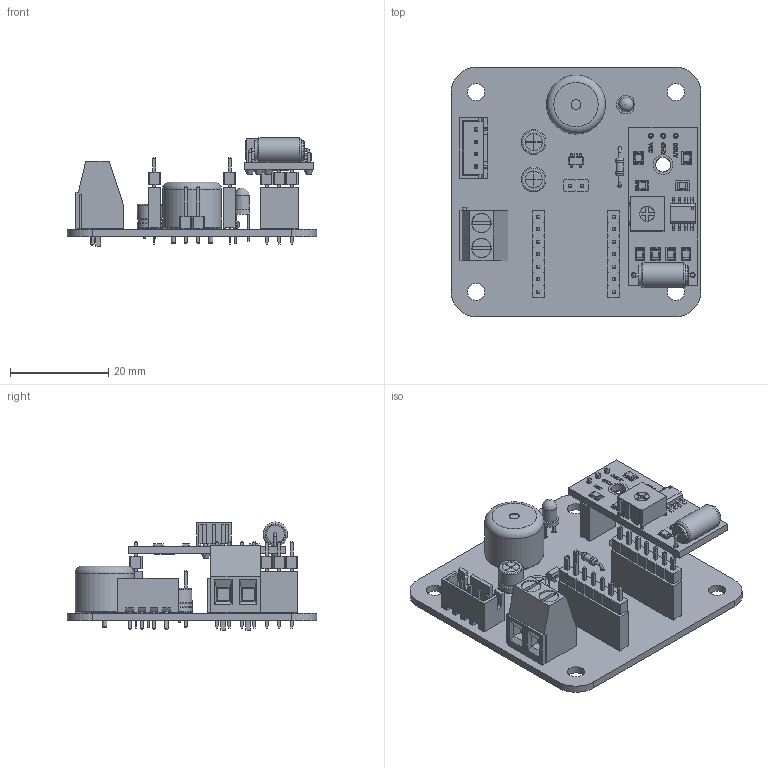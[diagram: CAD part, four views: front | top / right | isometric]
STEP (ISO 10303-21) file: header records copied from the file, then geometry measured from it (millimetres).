
FILE_DESCRIPTION(('KiCad electronic assembly'),'2;1');
FILE_NAME('ForestWatcher.step','2025-09-15T22:22:09',('Pcbnew'),('Kicad' ),'Open CASCADE STEP processor 7.8','KiCad to STEP converter', 'Unknown');
FILE_SCHEMA(('AUTOMOTIVE_DESIGN { 1 0 10303 214 1 1 1 1 }'));
Length unit declared in the file: millimetre
Products named in the file (38): ForestWatcher 1; LED_D3.0mm; PinHeader_1x02_P2.54mm_Vertical; SOT-23-5; JST_XH_B4B-XH-A_1x04_P2.50mm_Vertical; PinSocket_1x03_P2.54mm_Vertical; PinHeader_1x03_P2.54mm_Vertical; SW-420 v2; Trimpot; Fusion002; Fusion003; Pad013; Fusion009; Fusion010; Fusion011; Fusion016; Pad014; Pad015; Fusion017; Fusion018; Fusion019; Fusion020; ShapeString003; ShapeString; ShapeString001; Cono001; Cono002; Cono003; Cono004; Cono005; Buzzer_12x9.5RM7.6; PinSocket_1x07_P2.54mm_Vertical; PinHeader_1x07_P2.54mm_Vertical; TerminalBlock_Phoenix_MKDS-1,5-2-5.08_1x02_P5.08mm_Horizontal; C_Radial_D5.0mm_H5.0mm_P2.00mm; R_Axial_DIN0204_L3.6mm_D1.6mm_P7.62mm_Horizontal; ForestWatcher_PCB; ForestWatcher 2
Assembly tree (39 placements, depth 3):
  ForestWatcher 1
    LED_D3.0mm
    PinHeader_1x02_P2.54mm_Vertical
    SOT-23-5
    JST_XH_B4B-XH-A_1x04_P2.50mm_Vertical
    PinSocket_1x03_P2.54mm_Vertical
    PinHeader_1x03_P2.54mm_Vertical
    SW-420 v2
      Trimpot
      Fusion002
      Fusion003
      Pad013
      Fusion009
      Fusion010
      Fusion011
      Fusion016
      Pad014
      Pad015
      Fusion017
      Fusion018
      Fusion019
      Fusion020
      ShapeString003
      ShapeString
      ShapeString001
      Cono001
      Cono002
      Cono003
      Cono004
      Cono005
    Buzzer_12x9.5RM7.6
    PinSocket_1x07_P2.54mm_Vertical  x2
    PinHeader_1x07_P2.54mm_Vertical  x2
    TerminalBlock_Phoenix_MKDS-1,5-2-5.08_1x02_P5.08mm_Horizontal
    C_Radial_D5.0mm_H5.0mm_P2.00mm  x2
    R_Axial_DIN0204_L3.6mm_D1.6mm_P7.62mm_Horizontal
    ForestWatcher_PCB
  ForestWatcher 2
Bounding box: 50.8 x 50.8 x 22 mm (x, y, z)
Volume: 8702 mm3; surface area: 12790.9 mm2
Topology: 43 solids, 55 shells, 1963 faces, 4934 edges, 3192 vertices
Faces by surface type: plane 1735, cylinder 158, bspline 46, torus 14, cone 5, revolution 4, sphere 1
Full cylindrical faces by diameter (mm): 0.4 x4, 0.5 x5, 0.6 x8, 0.7 x2, 0.8 x3, 0.889 x14, 0.9 x7, 0.95 x4, 1 x12, 1.3 x2, 1.44 x1, 1.6 x2, 2 x1, 3 x5, 3.5 x11, 3.6 x2, 3.8 x2, 4 x6, 5 x5, 12 x1
Entity records: 58580 total; most frequent: CARTESIAN_POINT 9182, ORIENTED_EDGE 7658, DIRECTION 7253, EDGE_CURVE 3955, LINE 3303, VECTOR 3303, VERTEX_POINT 2569, AXIS2_PLACEMENT_3D 1974
